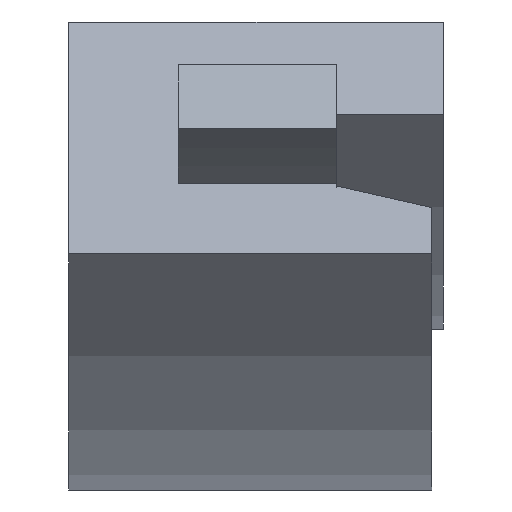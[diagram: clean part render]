
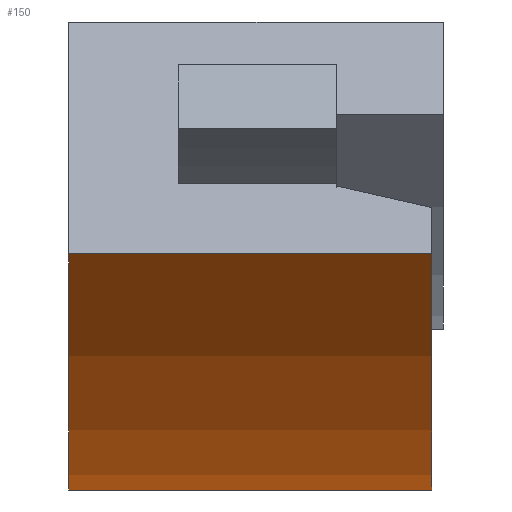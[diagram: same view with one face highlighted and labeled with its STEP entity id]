
A CAD part, left-side view. The second image highlights one B-rep face of the part: STEP entity #150.
In plain terms, the highlighted cylindrical face has radius 32.9 mm (diameter 65.8 mm), a partial arc.
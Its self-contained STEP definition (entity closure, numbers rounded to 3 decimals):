
#13 = CARTESIAN_POINT ( 'NONE',  ( -16.45, 7., -28.492 ) ) ;
#31 = FACE_OUTER_BOUND ( 'NONE', #174, .T. ) ;
#43 = CARTESIAN_POINT ( 'NONE',  ( 0., 0.22, 0. ) ) ;
#52 = DIRECTION ( 'NONE',  ( 0., -1., 0. ) ) ;
#65 = VECTOR ( 'NONE', #247, 1000. ) ;
#68 = CARTESIAN_POINT ( 'NONE',  ( 0., 7., 0. ) ) ;
#74 = DIRECTION ( 'NONE',  ( 0., -1., 0. ) ) ;
#75 = EDGE_CURVE ( 'NONE', #115, #561, #409, .T. ) ;
#81 = CIRCLE ( 'NONE', #358, 32.9 ) ;
#87 = ORIENTED_EDGE ( 'NONE', *, *, #75, .F. ) ;
#115 = VERTEX_POINT ( 'NONE', #13 ) ;
#121 = ORIENTED_EDGE ( 'NONE', *, *, #439, .T. ) ;
#124 = AXIS2_PLACEMENT_3D ( 'NONE', #68, #74, #363 ) ;
#150 = ADVANCED_FACE ( 'NONE', ( #31 ), #194, .T. ) ;
#174 = EDGE_LOOP ( 'NONE', ( #121, #314, #612, #87 ) ) ;
#179 = CIRCLE ( 'NONE', #584, 32.9 ) ;
#194 = CYLINDRICAL_SURFACE ( 'NONE', #124, 32.9 ) ;
#207 = CARTESIAN_POINT ( 'NONE',  ( 0., 7., -32.9 ) ) ;
#208 = EDGE_CURVE ( 'NONE', #342, #561, #81, .T. ) ;
#221 = VERTEX_POINT ( 'NONE', #207 ) ;
#247 = DIRECTION ( 'NONE',  ( 0., -1., 0. ) ) ;
#248 = DIRECTION ( 'NONE',  ( 0., -1., 0. ) ) ;
#268 = DIRECTION ( 'NONE',  ( 0., 0., 1. ) ) ;
#314 = ORIENTED_EDGE ( 'NONE', *, *, #341, .T. ) ;
#341 = EDGE_CURVE ( 'NONE', #221, #342, #577, .T. ) ;
#342 = VERTEX_POINT ( 'NONE', #718 ) ;
#358 = AXIS2_PLACEMENT_3D ( 'NONE', #43, #483, #268 ) ;
#363 = DIRECTION ( 'NONE',  ( 0., 0., -1. ) ) ;
#404 = CARTESIAN_POINT ( 'NONE',  ( 0., 7., 0. ) ) ;
#409 = LINE ( 'NONE', #590, #65 ) ;
#439 = EDGE_CURVE ( 'NONE', #115, #221, #179, .T. ) ;
#483 = DIRECTION ( 'NONE',  ( 0., 1., 0. ) ) ;
#533 = CARTESIAN_POINT ( 'NONE',  ( -16.45, 0.22, -28.492 ) ) ;
#561 = VERTEX_POINT ( 'NONE', #533 ) ;
#577 = LINE ( 'NONE', #618, #647 ) ;
#584 = AXIS2_PLACEMENT_3D ( 'NONE', #404, #248, #648 ) ;
#590 = CARTESIAN_POINT ( 'NONE',  ( -16.45, 7., -28.492 ) ) ;
#612 = ORIENTED_EDGE ( 'NONE', *, *, #208, .T. ) ;
#618 = CARTESIAN_POINT ( 'NONE',  ( 0., 7., -32.9 ) ) ;
#647 = VECTOR ( 'NONE', #52, 1000. ) ;
#648 = DIRECTION ( 'NONE',  ( 0., 0., 1. ) ) ;
#718 = CARTESIAN_POINT ( 'NONE',  ( 0., 0.22, -32.9 ) ) ;
